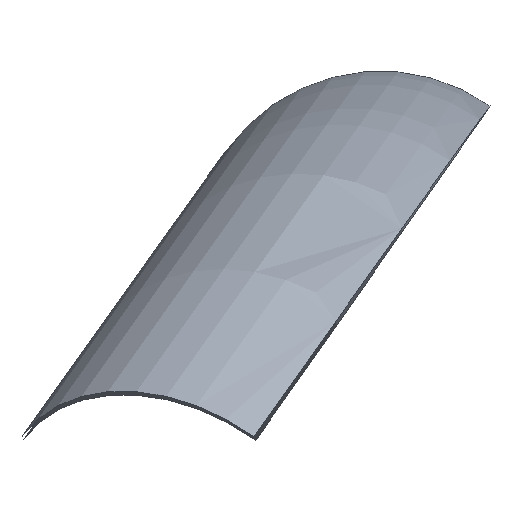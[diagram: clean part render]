
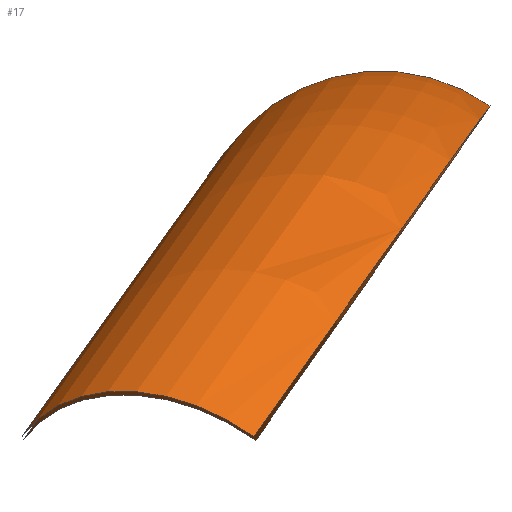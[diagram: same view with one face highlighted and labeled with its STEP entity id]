
A CAD part, left-side view. The second image highlights one B-rep face of the part: STEP entity #17.
In plain terms, the highlighted toroidal (fillet/blend) face has major radius 9.5 mm and minor radius 1.5 mm.
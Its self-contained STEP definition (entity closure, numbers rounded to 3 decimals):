
#17 = ADVANCED_FACE('',(#18),#33,.T.);
#18 = FACE_BOUND('',#19,.T.);
#19 = EDGE_LOOP('',(#20,#66,#105,#144));
#20 = ORIENTED_EDGE('',*,*,#21,.F.);
#21 = EDGE_CURVE('',#22,#24,#26,.T.);
#22 = VERTEX_POINT('',#23);
#23 = CARTESIAN_POINT('',(-6.717,0.925,
    0.013));
#24 = VERTEX_POINT('',#25);
#25 = CARTESIAN_POINT('',(6.718,0.912,
    -0.013));
#26 = SURFACE_CURVE('',#27,(#32),.PCURVE_S1.);
#27 = CIRCLE('',#28,9.5);
#28 = AXIS2_PLACEMENT_3D('',#29,#30,#31);
#29 = CARTESIAN_POINT('',(-0.006,4.797,
    -5.484));
#30 = DIRECTION('',(0.002,0.816,0.577));
#31 = DIRECTION('',(-0.706,-0.408,0.579));
#32 = PCURVE('',#33,#38);
#33 = TOROIDAL_SURFACE('',#34,9.5,1.5);
#34 = AXIS2_PLACEMENT_3D('',#35,#36,#37);
#35 = CARTESIAN_POINT('',(-0.009,3.573,
    -6.351));
#36 = DIRECTION('',(-0.002,-0.816,-0.577)
  );
#37 = DIRECTION('',(-0.72,-0.4,0.568));
#38 = DEFINITIONAL_REPRESENTATION('',(#39),#65);
#39 = B_SPLINE_CURVE_WITH_KNOTS('',3,(#40,#41,#42,#43,#44,#45,#46,#47,
    #48,#49,#50,#51,#52,#53,#54,#55,#56,#57,#58,#59,#60,#61,#62,#63,#64)
  ,.UNSPECIFIED.,.F.,.F.,(4,1,1,1,1,1,1,1,1,1,1,1,1,1,1,1,1,1,1,1,1,1,4)
  ,(0.,0.071,0.143,0.214,0.286,
    0.357,0.428,0.5,0.571,
    0.643,0.714,0.785,0.857,
    0.928,1.,1.071,1.142,
    1.214,1.285,1.357,1.428,
    1.499,1.571),.QUASI_UNIFORM_KNOTS.);
#40 = CARTESIAN_POINT('',(6.264,4.712));
#41 = CARTESIAN_POINT('',(6.241,4.712));
#42 = CARTESIAN_POINT('',(6.193,4.712));
#43 = CARTESIAN_POINT('',(6.122,4.712));
#44 = CARTESIAN_POINT('',(6.05,4.712));
#45 = CARTESIAN_POINT('',(5.979,4.712));
#46 = CARTESIAN_POINT('',(5.907,4.712));
#47 = CARTESIAN_POINT('',(5.836,4.712));
#48 = CARTESIAN_POINT('',(5.765,4.712));
#49 = CARTESIAN_POINT('',(5.693,4.712));
#50 = CARTESIAN_POINT('',(5.622,4.712));
#51 = CARTESIAN_POINT('',(5.55,4.712));
#52 = CARTESIAN_POINT('',(5.479,4.712));
#53 = CARTESIAN_POINT('',(5.408,4.712));
#54 = CARTESIAN_POINT('',(5.336,4.712));
#55 = CARTESIAN_POINT('',(5.265,4.712));
#56 = CARTESIAN_POINT('',(5.193,4.712));
#57 = CARTESIAN_POINT('',(5.122,4.712));
#58 = CARTESIAN_POINT('',(5.051,4.712));
#59 = CARTESIAN_POINT('',(4.979,4.712));
#60 = CARTESIAN_POINT('',(4.908,4.712));
#61 = CARTESIAN_POINT('',(4.836,4.712));
#62 = CARTESIAN_POINT('',(4.765,4.712));
#63 = CARTESIAN_POINT('',(4.717,4.712));
#64 = CARTESIAN_POINT('',(4.694,4.712));
#65 = ( GEOMETRIC_REPRESENTATION_CONTEXT(2) 
PARAMETRIC_REPRESENTATION_CONTEXT() REPRESENTATION_CONTEXT('2D SPACE',''
  ) );
#66 = ORIENTED_EDGE('',*,*,#67,.F.);
#67 = EDGE_CURVE('',#68,#22,#70,.T.);
#68 = VERTEX_POINT('',#69);
#69 = CARTESIAN_POINT('',(-7.779,-0.911,
    0.015));
#70 = SURFACE_CURVE('',#71,(#76),.PCURVE_S1.);
#71 = CIRCLE('',#72,1.5);
#72 = AXIS2_PLACEMENT_3D('',#73,#74,#75);
#73 = CARTESIAN_POINT('',(-6.719,-0.3,
    -0.853));
#74 = DIRECTION('',(-0.708,0.409,-0.576));
#75 = DIRECTION('',(-0.706,-0.408,0.579));
#76 = PCURVE('',#33,#77);
#77 = DEFINITIONAL_REPRESENTATION('',(#78),#104);
#78 = B_SPLINE_CURVE_WITH_KNOTS('',3,(#79,#80,#81,#82,#83,#84,#85,#86,
    #87,#88,#89,#90,#91,#92,#93,#94,#95,#96,#97,#98,#99,#100,#101,#102,
    #103),.UNSPECIFIED.,.F.,.F.,(4,1,1,1,1,1,1,1,1,1,1,1,1,1,1,1,1,1,1,1
    ,1,1,4),(0.,0.071,0.143,0.214,
    0.286,0.357,0.428,0.5,
    0.571,0.643,0.714,0.785,
    0.857,0.928,1.,1.071,
    1.142,1.214,1.285,1.357,
    1.428,1.499,1.571),
  .QUASI_UNIFORM_KNOTS.);
#79 = CARTESIAN_POINT('',(6.264,6.283));
#80 = CARTESIAN_POINT('',(6.264,6.259));
#81 = CARTESIAN_POINT('',(6.264,6.212));
#82 = CARTESIAN_POINT('',(6.264,6.14));
#83 = CARTESIAN_POINT('',(6.264,6.069));
#84 = CARTESIAN_POINT('',(6.264,5.998));
#85 = CARTESIAN_POINT('',(6.264,5.926));
#86 = CARTESIAN_POINT('',(6.264,5.855));
#87 = CARTESIAN_POINT('',(6.264,5.783));
#88 = CARTESIAN_POINT('',(6.264,5.712));
#89 = CARTESIAN_POINT('',(6.264,5.641));
#90 = CARTESIAN_POINT('',(6.264,5.569));
#91 = CARTESIAN_POINT('',(6.264,5.498));
#92 = CARTESIAN_POINT('',(6.264,5.426));
#93 = CARTESIAN_POINT('',(6.264,5.355));
#94 = CARTESIAN_POINT('',(6.264,5.284));
#95 = CARTESIAN_POINT('',(6.264,5.212));
#96 = CARTESIAN_POINT('',(6.264,5.141));
#97 = CARTESIAN_POINT('',(6.264,5.069));
#98 = CARTESIAN_POINT('',(6.264,4.998));
#99 = CARTESIAN_POINT('',(6.264,4.927));
#100 = CARTESIAN_POINT('',(6.264,4.855));
#101 = CARTESIAN_POINT('',(6.264,4.784));
#102 = CARTESIAN_POINT('',(6.264,4.736));
#103 = CARTESIAN_POINT('',(6.264,4.712));
#104 = ( GEOMETRIC_REPRESENTATION_CONTEXT(2) 
PARAMETRIC_REPRESENTATION_CONTEXT() REPRESENTATION_CONTEXT('2D SPACE',''
  ) );
#105 = ORIENTED_EDGE('',*,*,#106,.F.);
#106 = EDGE_CURVE('',#107,#68,#109,.T.);
#107 = VERTEX_POINT('',#108);
#108 = CARTESIAN_POINT('',(7.777,-0.926,
    -0.015));
#109 = SURFACE_CURVE('',#110,(#115),.PCURVE_S1.);
#110 = CIRCLE('',#111,11.);
#111 = AXIS2_PLACEMENT_3D('',#112,#113,#114);
#112 = CARTESIAN_POINT('',(-0.009,3.573,
    -6.351));
#113 = DIRECTION('',(-0.002,-0.816,-0.577
    ));
#114 = DIRECTION('',(0.708,-0.409,0.576));
#115 = PCURVE('',#33,#116);
#116 = DEFINITIONAL_REPRESENTATION('',(#117),#143);
#117 = B_SPLINE_CURVE_WITH_KNOTS('',3,(#118,#119,#120,#121,#122,#123,
    #124,#125,#126,#127,#128,#129,#130,#131,#132,#133,#134,#135,#136,
    #137,#138,#139,#140,#141,#142),.UNSPECIFIED.,.F.,.F.,(4,1,1,1,1,1,1,
    1,1,1,1,1,1,1,1,1,1,1,1,1,1,1,4),(0.,0.071,
    0.143,0.214,0.286,0.357,
    0.428,0.5,0.571,0.643,
    0.714,0.785,0.857,0.928,
    1.,1.071,1.142,1.214,
    1.285,1.357,1.428,1.499,
    1.571),.QUASI_UNIFORM_KNOTS.);
#118 = CARTESIAN_POINT('',(4.694,6.283));
#119 = CARTESIAN_POINT('',(4.717,6.283));
#120 = CARTESIAN_POINT('',(4.765,6.283));
#121 = CARTESIAN_POINT('',(4.836,6.283));
#122 = CARTESIAN_POINT('',(4.908,6.283));
#123 = CARTESIAN_POINT('',(4.979,6.283));
#124 = CARTESIAN_POINT('',(5.051,6.283));
#125 = CARTESIAN_POINT('',(5.122,6.283));
#126 = CARTESIAN_POINT('',(5.193,6.283));
#127 = CARTESIAN_POINT('',(5.265,6.283));
#128 = CARTESIAN_POINT('',(5.336,6.283));
#129 = CARTESIAN_POINT('',(5.408,6.283));
#130 = CARTESIAN_POINT('',(5.479,6.283));
#131 = CARTESIAN_POINT('',(5.55,6.283));
#132 = CARTESIAN_POINT('',(5.622,6.283));
#133 = CARTESIAN_POINT('',(5.693,6.283));
#134 = CARTESIAN_POINT('',(5.765,6.283));
#135 = CARTESIAN_POINT('',(5.836,6.283));
#136 = CARTESIAN_POINT('',(5.907,6.283));
#137 = CARTESIAN_POINT('',(5.979,6.283));
#138 = CARTESIAN_POINT('',(6.05,6.283));
#139 = CARTESIAN_POINT('',(6.122,6.283));
#140 = CARTESIAN_POINT('',(6.193,6.283));
#141 = CARTESIAN_POINT('',(6.241,6.283));
#142 = CARTESIAN_POINT('',(6.264,6.283));
#143 = ( GEOMETRIC_REPRESENTATION_CONTEXT(2) 
PARAMETRIC_REPRESENTATION_CONTEXT() REPRESENTATION_CONTEXT('2D SPACE',''
  ) );
#144 = ORIENTED_EDGE('',*,*,#145,.F.);
#145 = EDGE_CURVE('',#24,#107,#146,.T.);
#146 = SURFACE_CURVE('',#147,(#152),.PCURVE_S1.);
#147 = CIRCLE('',#148,1.5);
#148 = AXIS2_PLACEMENT_3D('',#149,#150,#151);
#149 = CARTESIAN_POINT('',(6.716,-0.313,-0.879
    ));
#150 = DIRECTION('',(0.706,0.408,-0.579));
#151 = DIRECTION('',(0.002,0.816,0.577));
#152 = PCURVE('',#33,#153);
#153 = DEFINITIONAL_REPRESENTATION('',(#154),#180);
#154 = B_SPLINE_CURVE_WITH_KNOTS('',3,(#155,#156,#157,#158,#159,#160,
    #161,#162,#163,#164,#165,#166,#167,#168,#169,#170,#171,#172,#173,
    #174,#175,#176,#177,#178,#179),.UNSPECIFIED.,.F.,.F.,(4,1,1,1,1,1,1,
    1,1,1,1,1,1,1,1,1,1,1,1,1,1,1,4),(0.,0.071,
    0.143,0.214,0.286,0.357,
    0.428,0.5,0.571,0.643,
    0.714,0.785,0.857,0.928,
    1.,1.071,1.142,1.214,
    1.285,1.357,1.428,1.499,
    1.571),.QUASI_UNIFORM_KNOTS.);
#155 = CARTESIAN_POINT('',(4.694,4.712));
#156 = CARTESIAN_POINT('',(4.694,4.736));
#157 = CARTESIAN_POINT('',(4.694,4.784));
#158 = CARTESIAN_POINT('',(4.694,4.855));
#159 = CARTESIAN_POINT('',(4.694,4.927));
#160 = CARTESIAN_POINT('',(4.694,4.998));
#161 = CARTESIAN_POINT('',(4.694,5.069));
#162 = CARTESIAN_POINT('',(4.694,5.141));
#163 = CARTESIAN_POINT('',(4.694,5.212));
#164 = CARTESIAN_POINT('',(4.694,5.284));
#165 = CARTESIAN_POINT('',(4.694,5.355));
#166 = CARTESIAN_POINT('',(4.694,5.426));
#167 = CARTESIAN_POINT('',(4.694,5.498));
#168 = CARTESIAN_POINT('',(4.694,5.569));
#169 = CARTESIAN_POINT('',(4.694,5.641));
#170 = CARTESIAN_POINT('',(4.694,5.712));
#171 = CARTESIAN_POINT('',(4.694,5.783));
#172 = CARTESIAN_POINT('',(4.694,5.855));
#173 = CARTESIAN_POINT('',(4.694,5.926));
#174 = CARTESIAN_POINT('',(4.694,5.998));
#175 = CARTESIAN_POINT('',(4.694,6.069));
#176 = CARTESIAN_POINT('',(4.694,6.14));
#177 = CARTESIAN_POINT('',(4.694,6.212));
#178 = CARTESIAN_POINT('',(4.694,6.259));
#179 = CARTESIAN_POINT('',(4.694,6.283));
#180 = ( GEOMETRIC_REPRESENTATION_CONTEXT(2) 
PARAMETRIC_REPRESENTATION_CONTEXT() REPRESENTATION_CONTEXT('2D SPACE',''
  ) );
